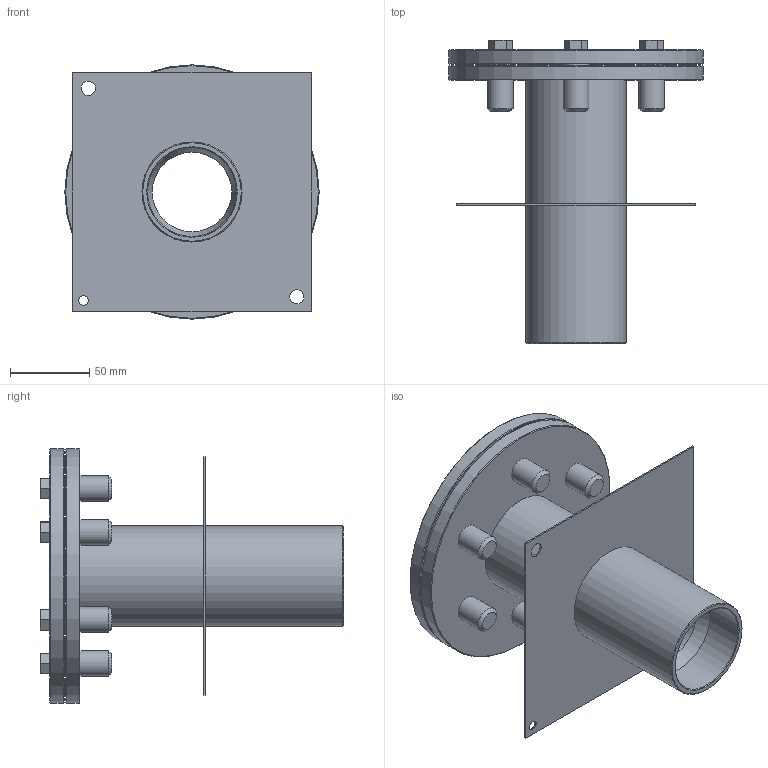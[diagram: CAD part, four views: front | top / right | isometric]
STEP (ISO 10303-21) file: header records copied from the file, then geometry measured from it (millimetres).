
FILE_DESCRIPTION(/* description */ (''),/* implementation_level */ '2;1');
FILE_NAME(/* name */ '51147_BWD_F_20.stp',/* time_stamp */ '2015-05-08T11:00:29+02:00',/* author */ ('guzb562'),/* organization */ (''),/* preprocessor_version */ 'ST-DEVELOPER v15.6',/* originating_system */ 'Autodesk Inventor 2015',/* authorisation */ '');
FILE_SCHEMA (('AUTOMOTIVE_DESIGN { 1 0 10303 214 3 1 1 }'));
Length unit declared in the file: millimetre
Products named in the file (1): 51147_BWD_F_20
Bounding box: 160 x 191 x 160 mm (x, y, z)
Volume: 509410.5 mm3; surface area: 181380.2 mm2
Topology: 1 solids, 1 shells, 304 faces, 770 edges, 507 vertices
Faces by surface type: plane 182, bspline 78, cylinder 27, cone 17
Full cylindrical faces by diameter (mm): 6 x1, 9 x2, 16 x12, 50 x1, 56 x2, 63 x2, 81 x1, 160 x2
Entity records: 9802 total; most frequent: CARTESIAN_POINT 2978, ORIENTED_EDGE 1460, DIRECTION 1097, EDGE_CURVE 730, VERTEX_POINT 507, LINE 505, VECTOR 505, EDGE_LOOP 403
